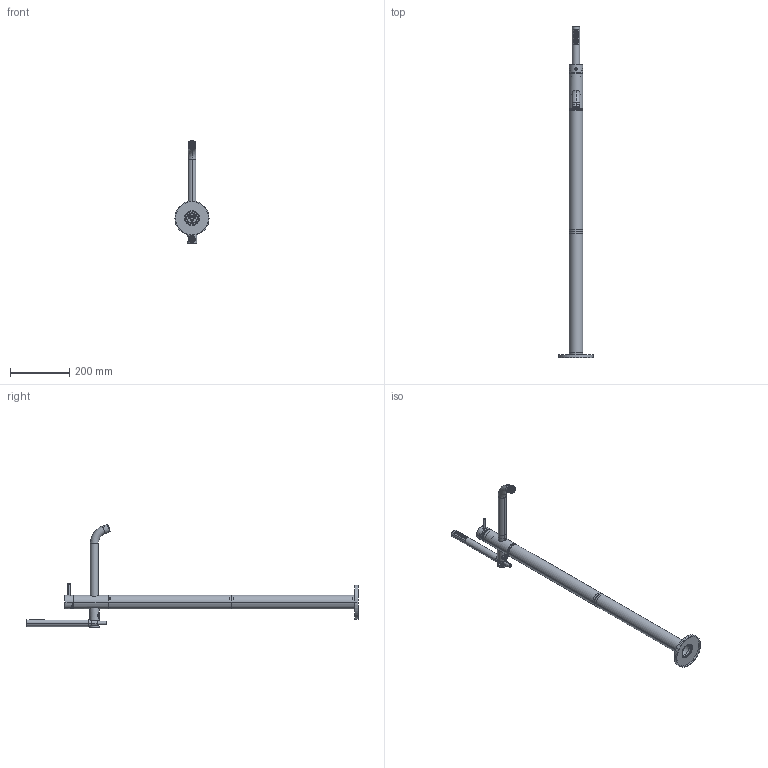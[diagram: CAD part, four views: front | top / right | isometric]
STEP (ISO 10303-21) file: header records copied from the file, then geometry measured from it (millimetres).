
FILE_DESCRIPTION((''),'2;1');
FILE_NAME('1262_ASM','2020-04-21T11:31:30',('fabis'),(''),'CREO PARAMETRIC BY PTC INC, 2018190','CREO PARAMETRIC BY PTC INC, 2018190','');
FILE_SCHEMA(('CONFIG_CONTROL_DESIGN','SHAPE_APPEARANCE_LAYERS_GROUPS'));
Products named in the file (16): CN045; CO1262; PP012; LV123-CORP; CP009; CN047; LV121-MAN; VG289; OR026; RR022; AR023; CO002; DC037; FS027; RC067; 1262_ASM
Assembly tree (16 placements, depth 2):
  1262_ASM
    CN045  x2
    CO1262
    PP012
    LV123-CORP
    CP009
    CN047
    LV121-MAN
    VG289
    OR026
    RR022
    AR023
    CO002
    DC037
    FS027
    RC067
Bounding box: 115 x 1116.5 x 347.92 mm (x, y, z)
Volume: 516977.3 mm3; surface area: 404258.3 mm2
Topology: 16 solids, 37 shells, 1090 faces, 2424 edges, 1550 vertices
Faces by surface type: cylinder 480, plane 277, bspline 173, cone 108, torus 50, sphere 2
Entity records: 59060 total; most frequent: CARTESIAN_POINT 25661, ORIENTED_EDGE 4674, DIRECTION 4524, PRESENTATION_STYLE_ASSIGNMENT 2694, STYLED_ITEM 2549, CURVE_STYLE 2374, EDGE_CURVE 2374, AXIS2_PLACEMENT_3D 1827
